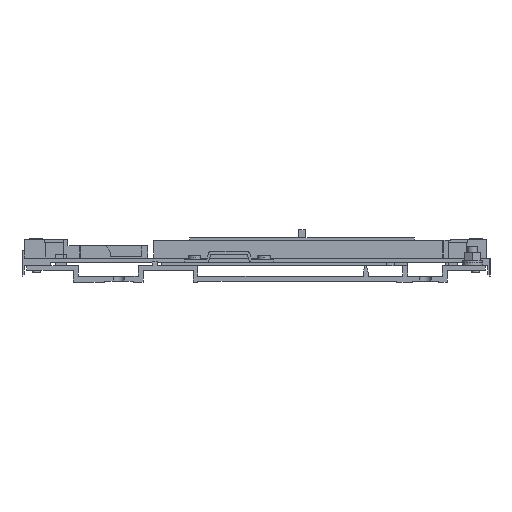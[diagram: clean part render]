
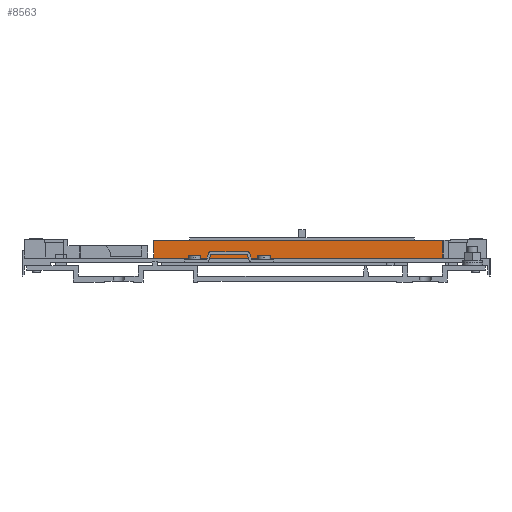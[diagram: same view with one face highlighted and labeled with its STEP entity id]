
A CAD part, left-side view. The second image highlights one B-rep face of the part: STEP entity #8563.
In plain terms, the highlighted face is planar.
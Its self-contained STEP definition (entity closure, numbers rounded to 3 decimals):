
#8563=ADVANCED_FACE('',(#15197),#12084,.T.);
#12084=PLANE('',#76380);
#15197=FACE_OUTER_BOUND('',#19012,.T.);
#19012=EDGE_LOOP('',(#34232,#34233,#34234,#34235));
#34232=ORIENTED_EDGE('',*,*,#51195,.T.);
#34233=ORIENTED_EDGE('',*,*,#52878,.T.);
#34234=ORIENTED_EDGE('',*,*,#54343,.T.);
#34235=ORIENTED_EDGE('',*,*,#51199,.T.);
#43554=VERTEX_POINT('',#111561);
#43556=VERTEX_POINT('',#111565);
#43559=VERTEX_POINT('',#111574);
#44762=VERTEX_POINT('',#114720);
#51195=EDGE_CURVE('',#43554,#43556,#60275,.T.);
#51199=EDGE_CURVE('',#43559,#43554,#60279,.T.);
#52878=EDGE_CURVE('',#43556,#44762,#61942,.T.);
#54343=EDGE_CURVE('',#44762,#43559,#63371,.T.);
#60275=LINE('',#111566,#68413);
#60279=LINE('',#111573,#68417);
#61942=LINE('',#114721,#70080);
#63371=LINE('',#117724,#71509);
#68413=VECTOR('',#85090,1.);
#68417=VECTOR('',#85096,1.);
#70080=VECTOR('',#87321,1.);
#71509=VECTOR('',#90554,1.);
#76380=AXIS2_PLACEMENT_3D('',#117728,#90560,#90561);
#85090=DIRECTION('',(0.,-1.,0.));
#85096=DIRECTION('',(1.,0.,0.));
#87321=DIRECTION('',(-1.,0.,0.));
#90554=DIRECTION('',(0.,1.,0.));
#90560=DIRECTION('',(0.,0.,-1.));
#90561=DIRECTION('',(-1.,0.,0.));
#111561=CARTESIAN_POINT('',(64.5,15.6,-110.75));
#111565=CARTESIAN_POINT('',(64.5,4.5,-110.75));
#111566=CARTESIAN_POINT('',(64.5,4.5,-110.75));
#111573=CARTESIAN_POINT('',(64.5,15.6,-110.75));
#111574=CARTESIAN_POINT('',(-114.65,15.6,-110.75));
#114720=CARTESIAN_POINT('',(-114.65,4.5,-110.75));
#114721=CARTESIAN_POINT('',(109.75,4.5,-110.75));
#117724=CARTESIAN_POINT('',(-114.65,4.5,-110.75));
#117728=CARTESIAN_POINT('',(109.75,4.5,-110.75));
